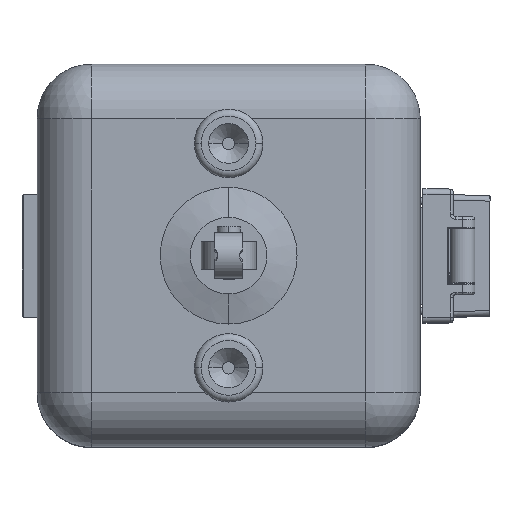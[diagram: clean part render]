
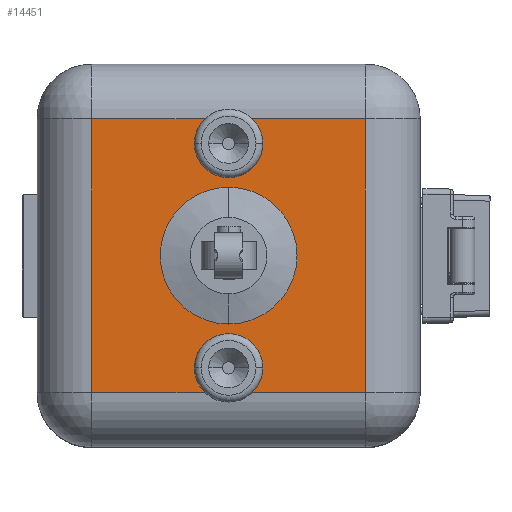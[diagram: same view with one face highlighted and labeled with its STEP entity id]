
A CAD part, top view. The second image highlights one B-rep face of the part: STEP entity #14451.
In plain terms, the highlighted face is planar.
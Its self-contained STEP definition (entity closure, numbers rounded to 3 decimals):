
#344 = CIRCLE ( 'NONE', #33769, 18.75 ) ;
#744 = CARTESIAN_POINT ( 'NONE',  ( -50., 50., -20. ) ) ;
#3093 = DIRECTION ( 'NONE',  ( 0., 0., -1. ) ) ;
#3732 = DIRECTION ( 'NONE',  ( -1., 0., 0. ) ) ;
#3753 = LINE ( 'NONE', #22662, #40441 ) ;
#6183 = ORIENTED_EDGE ( 'NONE', *, *, #25899, .T. ) ;
#7672 = VERTEX_POINT ( 'NONE', #63113 ) ;
#10326 = EDGE_CURVE ( 'NONE', #7672, #29031, #39785, .T. ) ;
#11253 = CARTESIAN_POINT ( 'NONE',  ( -50., 50., -20. ) ) ;
#11285 = DIRECTION ( 'NONE',  ( 0., -1., 0. ) ) ;
#11306 = LINE ( 'NONE', #31422, #30133 ) ;
#12100 = FACE_BOUND ( 'NONE', #28944, .T. ) ;
#12906 = CARTESIAN_POINT ( 'NONE',  ( 0., 0., -20. ) ) ;
#14451 = ADVANCED_FACE ( 'NONE', ( #12100, #39427 ), #36293, .F. ) ;
#14700 = EDGE_CURVE ( 'NONE', #60613, #54825, #344, .T. ) ;
#15529 = EDGE_CURVE ( 'NONE', #48218, #7672, #53339, .T. ) ;
#16378 = DIRECTION ( 'NONE',  ( 0., 0., -1. ) ) ;
#20000 = CARTESIAN_POINT ( 'NONE',  ( 18.75, 0., -20. ) ) ;
#21290 = CARTESIAN_POINT ( 'NONE',  ( -18.75, 0., -20. ) ) ;
#22662 = CARTESIAN_POINT ( 'NONE',  ( -50., -50., -20. ) ) ;
#23713 = ORIENTED_EDGE ( 'NONE', *, *, #15529, .T. ) ;
#25226 = VECTOR ( 'NONE', #36356, 1000. ) ;
#25899 = EDGE_CURVE ( 'NONE', #38438, #48218, #3753, .T. ) ;
#26131 = CIRCLE ( 'NONE', #43433, 18.75 ) ;
#26283 = DIRECTION ( 'NONE',  ( 0., 0., 1. ) ) ;
#28392 = ORIENTED_EDGE ( 'NONE', *, *, #10326, .T. ) ;
#28944 = EDGE_LOOP ( 'NONE', ( #38259, #62450 ) ) ;
#29031 = VERTEX_POINT ( 'NONE', #36449 ) ;
#29346 = CARTESIAN_POINT ( 'NONE',  ( 50., 50., -20. ) ) ;
#30133 = VECTOR ( 'NONE', #11285, 1000. ) ;
#30440 = AXIS2_PLACEMENT_3D ( 'NONE', #744, #26283, #60551 ) ;
#31422 = CARTESIAN_POINT ( 'NONE',  ( 50., -50., -20. ) ) ;
#32555 = DIRECTION ( 'NONE',  ( -1., 0., 0. ) ) ;
#33769 = AXIS2_PLACEMENT_3D ( 'NONE', #12906, #3093, #3732 ) ;
#34689 = DIRECTION ( 'NONE',  ( 1., 0., 0. ) ) ;
#36293 = PLANE ( 'NONE',  #30440 ) ;
#36356 = DIRECTION ( 'NONE',  ( 0., 1., 0. ) ) ;
#36449 = CARTESIAN_POINT ( 'NONE',  ( 50., 50., -20. ) ) ;
#38259 = ORIENTED_EDGE ( 'NONE', *, *, #57493, .F. ) ;
#38438 = VERTEX_POINT ( 'NONE', #52578 ) ;
#39427 = FACE_OUTER_BOUND ( 'NONE', #44502, .T. ) ;
#39785 = LINE ( 'NONE', #29346, #63209 ) ;
#40441 = VECTOR ( 'NONE', #32555, 1000. ) ;
#43433 = AXIS2_PLACEMENT_3D ( 'NONE', #56372, #16378, #51552 ) ;
#44502 = EDGE_LOOP ( 'NONE', ( #28392, #52157, #6183, #23713 ) ) ;
#48218 = VERTEX_POINT ( 'NONE', #56091 ) ;
#51552 = DIRECTION ( 'NONE',  ( -1., 0., 0. ) ) ;
#52157 = ORIENTED_EDGE ( 'NONE', *, *, #63600, .T. ) ;
#52578 = CARTESIAN_POINT ( 'NONE',  ( 50., -50., -20. ) ) ;
#53339 = LINE ( 'NONE', #11253, #25226 ) ;
#54825 = VERTEX_POINT ( 'NONE', #21290 ) ;
#56091 = CARTESIAN_POINT ( 'NONE',  ( -50., -50., -20. ) ) ;
#56372 = CARTESIAN_POINT ( 'NONE',  ( 0., 0., -20. ) ) ;
#57493 = EDGE_CURVE ( 'NONE', #54825, #60613, #26131, .T. ) ;
#60551 = DIRECTION ( 'NONE',  ( 1., 0., 0. ) ) ;
#60613 = VERTEX_POINT ( 'NONE', #20000 ) ;
#62450 = ORIENTED_EDGE ( 'NONE', *, *, #14700, .F. ) ;
#63113 = CARTESIAN_POINT ( 'NONE',  ( -50., 50., -20. ) ) ;
#63209 = VECTOR ( 'NONE', #34689, 1000. ) ;
#63600 = EDGE_CURVE ( 'NONE', #29031, #38438, #11306, .T. ) ;
